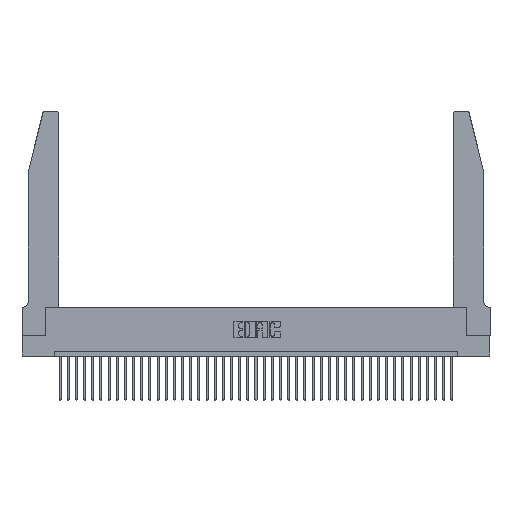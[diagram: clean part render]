
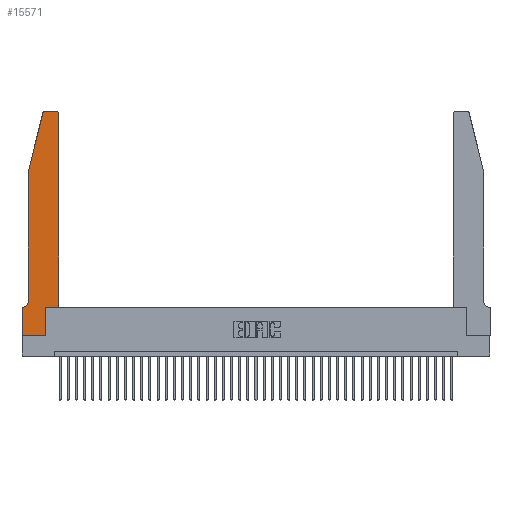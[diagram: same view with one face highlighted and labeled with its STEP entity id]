
A CAD part, top view. The second image highlights one B-rep face of the part: STEP entity #15571.
In plain terms, the highlighted planar face has unit normal (0, 0, 1).
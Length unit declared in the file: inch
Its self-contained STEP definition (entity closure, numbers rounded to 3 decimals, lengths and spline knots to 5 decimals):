
#189 = CARTESIAN_POINT ( 'NONE',  ( 0.4205, 2.72, 0.37 ) ) ;
#263 = EDGE_LOOP ( 'NONE', ( #26392, #32832, #29877, #14626, #2688, #35911, #16517, #17611, #32356, #3443, #5937, #35267 ) ) ;
#761 = AXIS2_PLACEMENT_3D ( 'NONE', #31642, #12784, #38346 ) ;
#942 = CARTESIAN_POINT ( 'NONE',  ( 0.4205, 2.75, 0.37 ) ) ;
#965 = DIRECTION ( 'NONE',  ( 1., 0., 0. ) ) ;
#1060 = EDGE_CURVE ( 'NONE', #30055, #24642, #39669, .T. ) ;
#1098 = CIRCLE ( 'NONE', #28530, 0.07 ) ;
#2659 = CARTESIAN_POINT ( 'NONE',  ( 0.0055, 0.42, 0.37 ) ) ;
#2688 = ORIENTED_EDGE ( 'NONE', *, *, #33278, .T. ) ;
#3221 = CARTESIAN_POINT ( 'NONE',  ( 0.0755, 2., 0.37 ) ) ;
#3443 = ORIENTED_EDGE ( 'NONE', *, *, #1060, .T. ) ;
#5293 = VERTEX_POINT ( 'NONE', #14631 ) ;
#5585 = CARTESIAN_POINT ( 'NONE',  ( 0.0055, 0.35, 0.37 ) ) ;
#5937 = ORIENTED_EDGE ( 'NONE', *, *, #25357, .T. ) ;
#6890 = AXIS2_PLACEMENT_3D ( 'NONE', #189, #18844, #9038 ) ;
#6945 = CARTESIAN_POINT ( 'NONE',  ( 0., 0., 0.37 ) ) ;
#8971 = CARTESIAN_POINT ( 'NONE',  ( 0., 0., 0.37 ) ) ;
#9038 = DIRECTION ( 'NONE',  ( 1., 0., 0. ) ) ;
#9081 = LINE ( 'NONE', #35895, #37116 ) ;
#9699 = DIRECTION ( 'NONE',  ( 0., -1., 0. ) ) ;
#9876 = PLANE ( 'NONE',  #761 ) ;
#10159 = CARTESIAN_POINT ( 'NONE',  ( 0.284, 2.72, 0.37 ) ) ;
#10996 = DIRECTION ( 'NONE',  ( 0., 1., 0. ) ) ;
#11557 = FACE_OUTER_BOUND ( 'NONE', #263, .T. ) ;
#12784 = DIRECTION ( 'NONE',  ( 0., 0., 1. ) ) ;
#13186 = DIRECTION ( 'NONE',  ( 0., 0., 1. ) ) ;
#13755 = CARTESIAN_POINT ( 'NONE',  ( 0., 0., 0.37 ) ) ;
#14626 = ORIENTED_EDGE ( 'NONE', *, *, #27984, .T. ) ;
#14631 = CARTESIAN_POINT ( 'NONE',  ( 0., 0.35, 0.37 ) ) ;
#15392 = VECTOR ( 'NONE', #34073, 39.37008 ) ;
#15512 = VERTEX_POINT ( 'NONE', #3221 ) ;
#15554 = VECTOR ( 'NONE', #19778, 39.37008 ) ;
#15571 = ADVANCED_FACE ( 'NONE', ( #11557 ), #9876, .T. ) ;
#16254 = DIRECTION ( 'NONE',  ( -1., 0., 0. ) ) ;
#16426 = CARTESIAN_POINT ( 'NONE',  ( 0.2865, 0., 0.37 ) ) ;
#16517 = ORIENTED_EDGE ( 'NONE', *, *, #33349, .T. ) ;
#16527 = VECTOR ( 'NONE', #27860, 39.37008 ) ;
#16982 = CARTESIAN_POINT ( 'NONE',  ( 0.2865, 0.35, 0.37 ) ) ;
#17137 = EDGE_CURVE ( 'NONE', #19427, #19575, #34694, .T. ) ;
#17611 = ORIENTED_EDGE ( 'NONE', *, *, #29817, .T. ) ;
#17917 = CIRCLE ( 'NONE', #6890, 0.03 ) ;
#18844 = DIRECTION ( 'NONE',  ( 0., 0., 1. ) ) ;
#18937 = VECTOR ( 'NONE', #38764, 39.37008 ) ;
#19417 = CARTESIAN_POINT ( 'NONE',  ( 0.4505, 0.35, 0.37 ) ) ;
#19427 = VERTEX_POINT ( 'NONE', #942 ) ;
#19575 = VERTEX_POINT ( 'NONE', #39489 ) ;
#19778 = DIRECTION ( 'NONE',  ( 1., 0., 0. ) ) ;
#20397 = CARTESIAN_POINT ( 'NONE',  ( 0.2865, 0.35, 0.37 ) ) ;
#20892 = CARTESIAN_POINT ( 'NONE',  ( 0.4505, 0.35, 0.37 ) ) ;
#21691 = DIRECTION ( 'NONE',  ( -1., 0., 0. ) ) ;
#22032 = LINE ( 'NONE', #16982, #29997 ) ;
#22200 = CARTESIAN_POINT ( 'NONE',  ( 0.4505, 0.35, 0.37 ) ) ;
#22737 = VERTEX_POINT ( 'NONE', #36771 ) ;
#24394 = CIRCLE ( 'NONE', #39002, 0.03 ) ;
#24642 = VERTEX_POINT ( 'NONE', #22200 ) ;
#25357 = EDGE_CURVE ( 'NONE', #24642, #22737, #36690, .T. ) ;
#25371 = LINE ( 'NONE', #40383, #16527 ) ;
#26013 = VERTEX_POINT ( 'NONE', #5585 ) ;
#26392 = ORIENTED_EDGE ( 'NONE', *, *, #17137, .T. ) ;
#27335 = VECTOR ( 'NONE', #16254, 39.37008 ) ;
#27349 = LINE ( 'NONE', #13755, #18937 ) ;
#27860 = DIRECTION ( 'NONE',  ( -1., 0., 0. ) ) ;
#27984 = EDGE_CURVE ( 'NONE', #15512, #29308, #31534, .T. ) ;
#28530 = AXIS2_PLACEMENT_3D ( 'NONE', #2659, #30697, #21691 ) ;
#29308 = VERTEX_POINT ( 'NONE', #39336 ) ;
#29694 = DIRECTION ( 'NONE',  ( 0., 1., 0. ) ) ;
#29817 = EDGE_CURVE ( 'NONE', #36961, #34975, #27349, .T. ) ;
#29877 = ORIENTED_EDGE ( 'NONE', *, *, #30850, .T. ) ;
#29910 = EDGE_CURVE ( 'NONE', #19575, #36204, #24394, .T. ) ;
#29997 = VECTOR ( 'NONE', #29694, 39.37008 ) ;
#30055 = VERTEX_POINT ( 'NONE', #20397 ) ;
#30697 = DIRECTION ( 'NONE',  ( 0., 0., -1. ) ) ;
#30850 = EDGE_CURVE ( 'NONE', #36204, #15512, #9081, .T. ) ;
#31534 = LINE ( 'NONE', #37792, #33473 ) ;
#31642 = CARTESIAN_POINT ( 'NONE',  ( 0., 0.35, 0.37 ) ) ;
#31827 = EDGE_CURVE ( 'NONE', #22737, #19427, #17917, .T. ) ;
#31962 = CARTESIAN_POINT ( 'NONE',  ( 0.2605, 2.75, 0.37 ) ) ;
#32356 = ORIENTED_EDGE ( 'NONE', *, *, #35124, .T. ) ;
#32832 = ORIENTED_EDGE ( 'NONE', *, *, #29910, .T. ) ;
#32992 = DIRECTION ( 'NONE',  ( -0.239, -0.971, 0. ) ) ;
#33033 = LINE ( 'NONE', #8971, #15392 ) ;
#33278 = EDGE_CURVE ( 'NONE', #29308, #26013, #1098, .T. ) ;
#33349 = EDGE_CURVE ( 'NONE', #5293, #36961, #33033, .T. ) ;
#33473 = VECTOR ( 'NONE', #9699, 39.37008 ) ;
#33984 = CARTESIAN_POINT ( 'NONE',  ( 0.25487, 2.72718, 0.37 ) ) ;
#34073 = DIRECTION ( 'NONE',  ( 0., -1., 0. ) ) ;
#34694 = LINE ( 'NONE', #31962, #27335 ) ;
#34975 = VERTEX_POINT ( 'NONE', #16426 ) ;
#35124 = EDGE_CURVE ( 'NONE', #34975, #30055, #22032, .T. ) ;
#35267 = ORIENTED_EDGE ( 'NONE', *, *, #31827, .T. ) ;
#35655 = VECTOR ( 'NONE', #10996, 39.37008 ) ;
#35895 = CARTESIAN_POINT ( 'NONE',  ( 0.0755, 2., 0.37 ) ) ;
#35911 = ORIENTED_EDGE ( 'NONE', *, *, #36053, .T. ) ;
#36053 = EDGE_CURVE ( 'NONE', #26013, #5293, #25371, .T. ) ;
#36204 = VERTEX_POINT ( 'NONE', #33984 ) ;
#36690 = LINE ( 'NONE', #20892, #35655 ) ;
#36771 = CARTESIAN_POINT ( 'NONE',  ( 0.4505, 2.72, 0.37 ) ) ;
#36961 = VERTEX_POINT ( 'NONE', #6945 ) ;
#37116 = VECTOR ( 'NONE', #32992, 39.37008 ) ;
#37792 = CARTESIAN_POINT ( 'NONE',  ( 0.0755, 2., 0.37 ) ) ;
#38346 = DIRECTION ( 'NONE',  ( 1., 0., 0. ) ) ;
#38764 = DIRECTION ( 'NONE',  ( 1., 0., 0. ) ) ;
#39002 = AXIS2_PLACEMENT_3D ( 'NONE', #10159, #13186, #965 ) ;
#39336 = CARTESIAN_POINT ( 'NONE',  ( 0.0755, 0.42, 0.37 ) ) ;
#39489 = CARTESIAN_POINT ( 'NONE',  ( 0.284, 2.75, 0.37 ) ) ;
#39669 = LINE ( 'NONE', #19417, #15554 ) ;
#40383 = CARTESIAN_POINT ( 'NONE',  ( 0.0755, 0.35, 0.37 ) ) ;
